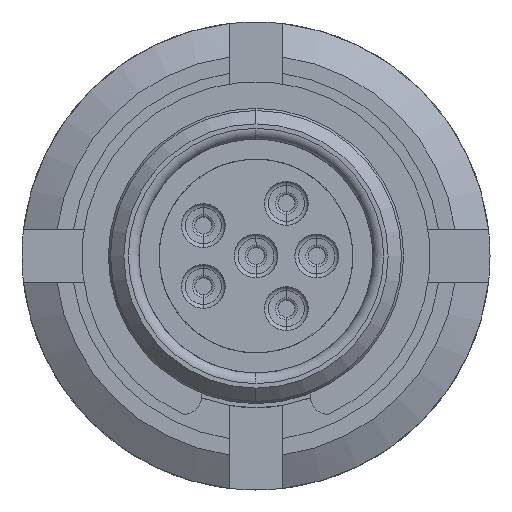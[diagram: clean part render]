
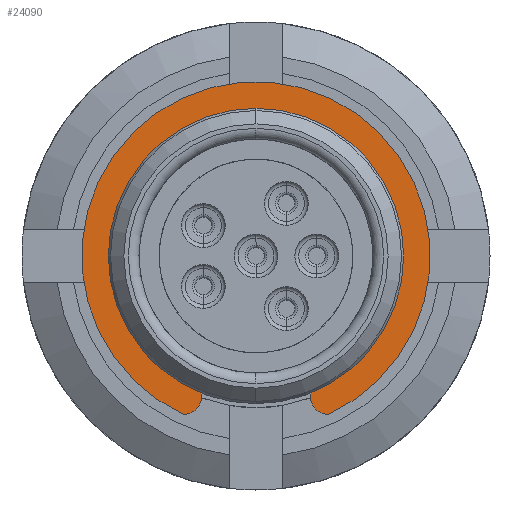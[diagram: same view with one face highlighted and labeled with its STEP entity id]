
A CAD part, left-side view. The second image highlights one B-rep face of the part: STEP entity #24090.
In plain terms, the highlighted planar face has unit normal (-1, 0, 0).
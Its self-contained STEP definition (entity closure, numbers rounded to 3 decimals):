
#534 = ORIENTED_EDGE ( 'NONE', *, *, #15331, .F. ) ;
#1057 = DIRECTION ( 'NONE',  ( 1., 0., 0. ) ) ;
#1886 = DIRECTION ( 'NONE',  ( 1., 0., 0. ) ) ;
#2266 = DIRECTION ( 'NONE',  ( 0., 0., -1. ) ) ;
#4193 = EDGE_CURVE ( 'NONE', #22155, #31257, #21314, .T. ) ;
#5164 = DIRECTION ( 'NONE',  ( 1., 0., 0. ) ) ;
#5191 = VERTEX_POINT ( 'NONE', #5364 ) ;
#5364 = CARTESIAN_POINT ( 'NONE',  ( 10.412, -2.73, -5.957 ) ) ;
#6752 = EDGE_LOOP ( 'NONE', ( #534, #14890, #22817, #31449 ) ) ;
#6968 = CARTESIAN_POINT ( 'NONE',  ( 10.412, 0., 0. ) ) ;
#7082 = AXIS2_PLACEMENT_3D ( 'NONE', #19763, #5164, #22191 ) ;
#7324 = AXIS2_PLACEMENT_3D ( 'NONE', #6968, #1886, #24047 ) ;
#8374 = CARTESIAN_POINT ( 'NONE',  ( 10.412, -2.73, -4.582 ) ) ;
#11834 = CARTESIAN_POINT ( 'NONE',  ( 10.412, 2.731, -4.582 ) ) ;
#13364 = VERTEX_POINT ( 'NONE', #29789 ) ;
#14053 = CARTESIAN_POINT ( 'NONE',  ( 10.412, -2.73, -5.27 ) ) ;
#14629 = CIRCLE ( 'NONE', #28044, 6.553 ) ;
#14890 = ORIENTED_EDGE ( 'NONE', *, *, #27771, .F. ) ;
#14966 = PLANE ( 'NONE',  #7082 ) ;
#15331 = EDGE_CURVE ( 'NONE', #13364, #5191, #14629, .T. ) ;
#15872 = CARTESIAN_POINT ( 'NONE',  ( 10.412, 2.731, -5.269 ) ) ;
#17704 = AXIS2_PLACEMENT_3D ( 'NONE', #14053, #23793, #2266 ) ;
#19763 = CARTESIAN_POINT ( 'NONE',  ( 10.412, 0., 0. ) ) ;
#19876 = FACE_OUTER_BOUND ( 'NONE', #6752, .T. ) ;
#20429 = CARTESIAN_POINT ( 'NONE',  ( 10.412, 0., 0. ) ) ;
#21314 = CIRCLE ( 'NONE', #7324, 5.334 ) ;
#22155 = VERTEX_POINT ( 'NONE', #11834 ) ;
#22191 = DIRECTION ( 'NONE',  ( 0., 0., -1. ) ) ;
#22817 = ORIENTED_EDGE ( 'NONE', *, *, #4193, .T. ) ;
#22909 = CIRCLE ( 'NONE', #27672, 0.688 ) ;
#23046 = CIRCLE ( 'NONE', #17704, 0.688 ) ;
#23174 = DIRECTION ( 'NONE',  ( 0., 0., -1. ) ) ;
#23793 = DIRECTION ( 'NONE',  ( 1., 0., 0. ) ) ;
#24047 = DIRECTION ( 'NONE',  ( 0., 0., -1. ) ) ;
#24090 = ADVANCED_FACE ( 'NONE', ( #19876 ), #14966, .F. ) ;
#27672 = AXIS2_PLACEMENT_3D ( 'NONE', #15872, #27824, #23174 ) ;
#27771 = EDGE_CURVE ( 'NONE', #22155, #13364, #22909, .T. ) ;
#27787 = DIRECTION ( 'NONE',  ( 0., 0., -1. ) ) ;
#27824 = DIRECTION ( 'NONE',  ( 1., 0., 0. ) ) ;
#28044 = AXIS2_PLACEMENT_3D ( 'NONE', #20429, #1057, #27787 ) ;
#29789 = CARTESIAN_POINT ( 'NONE',  ( 10.412, 2.731, -5.957 ) ) ;
#31257 = VERTEX_POINT ( 'NONE', #8374 ) ;
#31290 = EDGE_CURVE ( 'NONE', #5191, #31257, #23046, .T. ) ;
#31449 = ORIENTED_EDGE ( 'NONE', *, *, #31290, .F. ) ;
